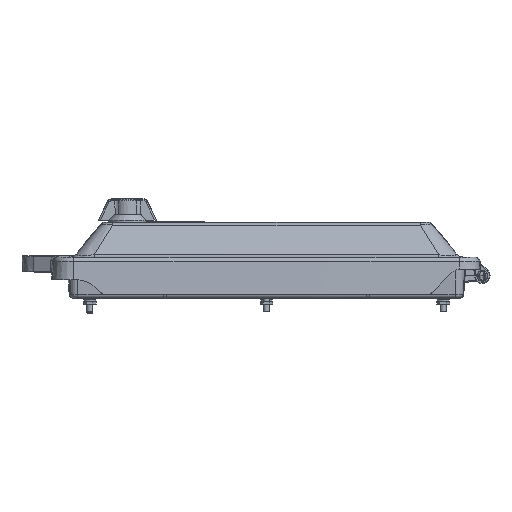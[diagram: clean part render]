
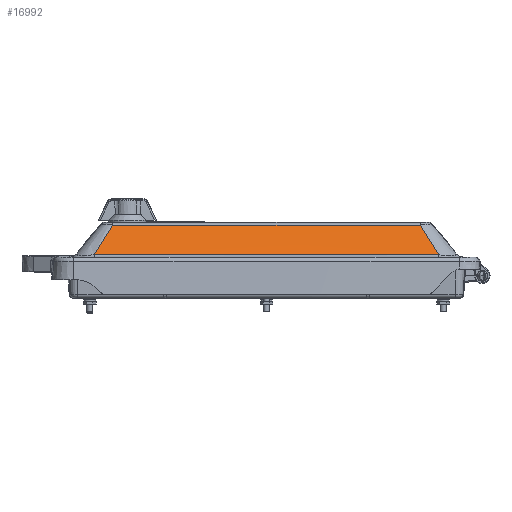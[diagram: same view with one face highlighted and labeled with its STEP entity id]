
A CAD part, left-side view. The second image highlights one B-rep face of the part: STEP entity #16992.
In plain terms, the highlighted free-form (B-spline) face has degree [3, 3] with [6, 4] control points.
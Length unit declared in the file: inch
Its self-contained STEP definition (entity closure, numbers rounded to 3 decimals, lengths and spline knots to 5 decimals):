
#885 = VERTEX_POINT ( 'NONE', #100903 ) ;
#2722 = CARTESIAN_POINT ( 'NONE',  ( -8.66602, 5.69444, 1.45388 ) ) ;
#3381 = CARTESIAN_POINT ( 'NONE',  ( -7.58861, 5.17069, 2.45742 ) ) ;
#4773 = EDGE_CURVE ( 'NONE', #77194, #39769, #66936, .T. ) ;
#5047 = CARTESIAN_POINT ( 'NONE',  ( -8.6654, -5.57937, 1.4551 ) ) ;
#6694 = CARTESIAN_POINT ( 'NONE',  ( -7.59051, 5.17178, 2.45564 ) ) ;
#8366 = CARTESIAN_POINT ( 'NONE',  ( -8.67823, 3.30631, 1.45429 ) ) ;
#12262 = EDGE_LOOP ( 'NONE', ( #123498, #73661, #100021, #49796 ) ) ;
#12766 = FACE_OUTER_BOUND ( 'NONE', #12262, .T. ) ;
#13428 = CARTESIAN_POINT ( 'NONE',  ( -8.66633, -5.64832, 1.45388 ) ) ;
#16992 = ADVANCED_FACE ( 'NONE', ( #12766 ), #82350, .T. ) ;
#17007 = LINE ( 'NONE', #96121, #110547 ) ;
#19808 = CARTESIAN_POINT ( 'NONE',  ( -8.67013, 4.82166, 1.4548 ) ) ;
#27548 = CARTESIAN_POINT ( 'NONE',  ( -7.59055, 4.95607, 2.45573 ) ) ;
#28540 = CARTESIAN_POINT ( 'NONE',  ( -8.66403, -5.7859, 1.45515 ) ) ;
#30235 = VERTEX_POINT ( 'NONE', #109462 ) ;
#32290 = CARTESIAN_POINT ( 'NONE',  ( -7.94754, 5.37602, 2.12291 ) ) ;
#33612 = CARTESIAN_POINT ( 'NONE',  ( -7.58968, 3.4085, 2.45742 ) ) ;
#34250 = CARTESIAN_POINT ( 'NONE',  ( -7.94754, -5.37602, 2.12291 ) ) ;
#37502 = LINE ( 'NONE', #58251, #84349 ) ;
#39769 = VERTEX_POINT ( 'NONE', #65795 ) ;
#42235 = CARTESIAN_POINT ( 'NONE',  ( -7.59026, -2.95529, 2.45683 ) ) ;
#43539 = CARTESIAN_POINT ( 'NONE',  ( -7.59054, -5.0793, 2.45567 ) ) ;
#45993 = CARTESIAN_POINT ( 'NONE',  ( -8.66716, -5.30394, 1.45502 ) ) ;
#46659 = CARTESIAN_POINT ( 'NONE',  ( -8.67013, -4.82165, 1.4548 ) ) ;
#47873 = DIRECTION ( 'NONE',  ( 0.675, -0.386, 0.629 ) ) ;
#48167 = CARTESIAN_POINT ( 'NONE',  ( -7.59051, 5.17178, 2.45564 ) ) ;
#48306 = CARTESIAN_POINT ( 'NONE',  ( -7.59054, 5.0793, 2.45567 ) ) ;
#49288 = CARTESIAN_POINT ( 'NONE',  ( -8.66441, 5.71738, 1.45523 ) ) ;
#49796 = ORIENTED_EDGE ( 'NONE', *, *, #89237, .F. ) ;
#50949 = CARTESIAN_POINT ( 'NONE',  ( -7.59043, -4.30972, 2.45614 ) ) ;
#51621 = CARTESIAN_POINT ( 'NONE',  ( -7.59049, -4.74069, 2.45589 ) ) ;
#52399 = CARTESIAN_POINT ( 'NONE',  ( -8.30701, 5.50072, 1.78839 ) ) ;
#53575 = CARTESIAN_POINT ( 'NONE',  ( -7.59055, -4.95607, 2.45573 ) ) ;
#53713 = CARTESIAN_POINT ( 'NONE',  ( -7.58865, 5.11329, 2.45742 ) ) ;
#54363 = CARTESIAN_POINT ( 'NONE',  ( -7.9479, -5.2725, 2.12291 ) ) ;
#57375 = CARTESIAN_POINT ( 'NONE',  ( -8.67528, -3.85735, 1.45448 ) ) ;
#58251 = CARTESIAN_POINT ( 'NONE',  ( -8.88416, -5.91182, 1.25 ) ) ;
#62423 = CARTESIAN_POINT ( 'NONE',  ( -7.95299, 3.53187, 2.12291 ) ) ;
#63084 = CARTESIAN_POINT ( 'NONE',  ( -8.30647, 5.58135, 1.78839 ) ) ;
#64387 = CARTESIAN_POINT ( 'NONE',  ( -7.95669, -2.03036, 2.12291 ) ) ;
#65795 = CARTESIAN_POINT ( 'NONE',  ( -7.59051, -5.17178, 2.45564 ) ) ;
#66936 = B_SPLINE_CURVE_WITH_KNOTS ( 'NONE', 3,
 ( #6694, #99189, #48306, #27548, #68362, #89169, #102525, #113239, #73637, #42235, #50949, #51621, #53575, #43539, #72973, #72339 ),
 .UNSPECIFIED., .F., .F.,
 ( 4, 1, 1, 1, 1, 1, 1, 1, 1, 1, 1, 1, 1, 4 ),
 ( 0., 0.00893, 0.01786, 0.03571, 0.07143, 0.14286, 0.28571, 0.57143, 0.85714, 0.92857, 0.96429, 0.98214, 0.99107, 1. ),
 .UNSPECIFIED. ) ;
#68362 = CARTESIAN_POINT ( 'NONE',  ( -7.59049, 4.74069, 2.45589 ) ) ;
#71365 = CARTESIAN_POINT ( 'NONE',  ( -8.66403, 5.7859, 1.45515 ) ) ;
#71813 = EDGE_CURVE ( 'NONE', #885, #30235, #110027, .T. ) ;
#72339 = CARTESIAN_POINT ( 'NONE',  ( -7.59051, -5.17178, 2.45564 ) ) ;
#72669 = CARTESIAN_POINT ( 'NONE',  ( -8.66716, 5.30394, 1.45502 ) ) ;
#72973 = CARTESIAN_POINT ( 'NONE',  ( -7.59061, -5.14067, 2.45558 ) ) ;
#73110 = CARTESIAN_POINT ( 'NONE',  ( -7.58861, -5.17069, 2.45742 ) ) ;
#73637 = CARTESIAN_POINT ( 'NONE',  ( -7.59014, -0.73879, 2.45741 ) ) ;
#73661 = ORIENTED_EDGE ( 'NONE', *, *, #109057, .T. ) ;
#74438 = CARTESIAN_POINT ( 'NONE',  ( -8.68936, -2.17137, 1.45388 ) ) ;
#77194 = VERTEX_POINT ( 'NONE', #48167 ) ;
#78086 = CARTESIAN_POINT ( 'NONE',  ( -8.68278, -1.92866, 1.454 ) ) ;
#82350 = B_SPLINE_SURFACE_WITH_KNOTS ( 'NONE', 3, 3, ( 
 ( #95221, #63084, #32290, #3381 ),
 ( #2722, #52399, #93265, #53713 ),
 ( #125401, #115350, #62423, #33612 ),
 ( #74438, #85195, #64387, #105281 ),
 ( #13428, #92599, #54363, #83190 ),
 ( #126053, #124094, #34250, #73110 ) ),
 .UNSPECIFIED., .F., .F., .F.,
 ( 4, 1, 1, 4 ),
 ( 4, 4 ),
 ( 0., 0.28571, 0.57143, 1. ),
 ( 0.15804, 0.93599 ),
 .UNSPECIFIED. ) ;
#83190 = CARTESIAN_POINT ( 'NONE',  ( -7.58868, -5.08459, 2.45742 ) ) ;
#84349 = VECTOR ( 'NONE', #89083, 39.37008 ) ;
#85195 = CARTESIAN_POINT ( 'NONE',  ( -8.3231, -2.10087, 1.78839 ) ) ;
#89083 = DIRECTION ( 'NONE',  ( 0.675, 0.386, 0.629 ) ) ;
#89169 = CARTESIAN_POINT ( 'NONE',  ( -7.59043, 4.30972, 2.45614 ) ) ;
#89237 = EDGE_CURVE ( 'NONE', #30235, #77194, #17007, .T. ) ;
#92599 = CARTESIAN_POINT ( 'NONE',  ( -8.3071, -5.4604, 1.78839 ) ) ;
#93265 = CARTESIAN_POINT ( 'NONE',  ( -7.94766, 5.307, 2.12291 ) ) ;
#95221 = CARTESIAN_POINT ( 'NONE',  ( -8.6654, 5.78668, 1.45388 ) ) ;
#96121 = CARTESIAN_POINT ( 'NONE',  ( -8.88416, 5.91182, 1.25 ) ) ;
#99189 = CARTESIAN_POINT ( 'NONE',  ( -7.59061, 5.14067, 2.45558 ) ) ;
#100021 = ORIENTED_EDGE ( 'NONE', *, *, #4773, .F. ) ;
#100903 = CARTESIAN_POINT ( 'NONE',  ( -8.66403, -5.7859, 1.45515 ) ) ;
#102525 = CARTESIAN_POINT ( 'NONE',  ( -7.59032, 3.44782, 2.45659 ) ) ;
#105281 = CARTESIAN_POINT ( 'NONE',  ( -7.59043, -1.95986, 2.45742 ) ) ;
#109057 = EDGE_CURVE ( 'NONE', #885, #39769, #37502, .T. ) ;
#109462 = CARTESIAN_POINT ( 'NONE',  ( -8.66403, 5.7859, 1.45515 ) ) ;
#110027 = B_SPLINE_CURVE_WITH_KNOTS ( 'NONE', 3,
 ( #28540, #110271, #5047, #45993, #46659, #57375, #78086, #119027, #8366, #19808, #72669, #131700, #49288, #71365 ),
 .UNSPECIFIED., .F., .F.,
 ( 4, 1, 1, 1, 1, 1, 1, 1, 1, 1, 1, 4 ),
 ( 0., 0.01786, 0.03571, 0.07143, 0.14286, 0.28571, 0.57143, 0.85714, 0.92857, 0.96429, 0.98214, 1. ),
 .UNSPECIFIED. ) ;
#110271 = CARTESIAN_POINT ( 'NONE',  ( -8.66441, -5.71738, 1.45523 ) ) ;
#110547 = VECTOR ( 'NONE', #47873, 39.37008 ) ;
#113239 = CARTESIAN_POINT ( 'NONE',  ( -7.59019, 1.72389, 2.4572 ) ) ;
#115350 = CARTESIAN_POINT ( 'NONE',  ( -8.31618, 3.65523, 1.78839 ) ) ;
#119027 = CARTESIAN_POINT ( 'NONE',  ( -8.68546, 0.82656, 1.45384 ) ) ;
#123498 = ORIENTED_EDGE ( 'NONE', *, *, #71813, .F. ) ;
#124094 = CARTESIAN_POINT ( 'NONE',  ( -8.30647, -5.58135, 1.78839 ) ) ;
#125401 = CARTESIAN_POINT ( 'NONE',  ( -8.67949, 3.77859, 1.45388 ) ) ;
#126053 = CARTESIAN_POINT ( 'NONE',  ( -8.6654, -5.78668, 1.45388 ) ) ;
#131700 = CARTESIAN_POINT ( 'NONE',  ( -8.6654, 5.57937, 1.4551 ) ) ;
